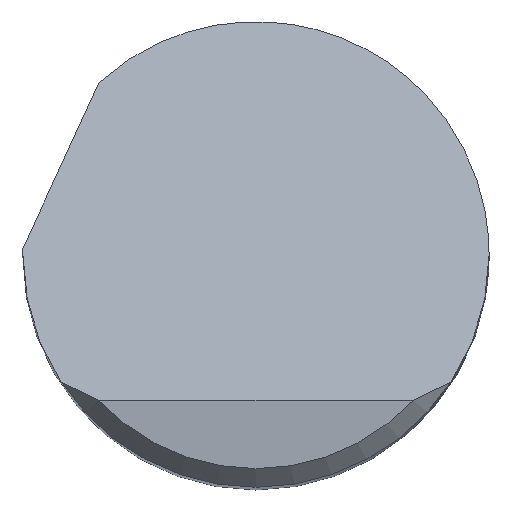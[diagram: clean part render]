
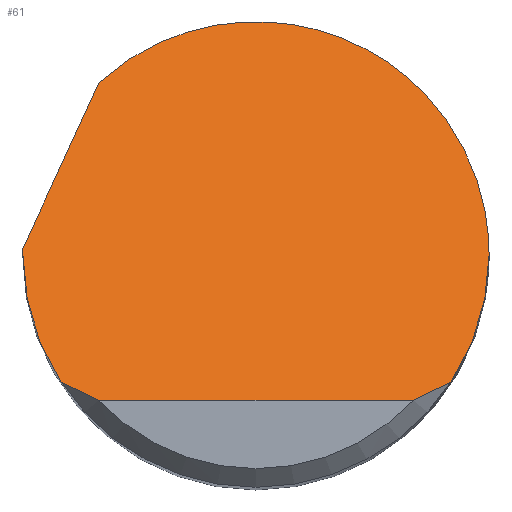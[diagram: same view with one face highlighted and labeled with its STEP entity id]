
A CAD part, top view. The second image highlights one B-rep face of the part: STEP entity #61.
In plain terms, the highlighted planar face has unit normal (0, 0.707, 0.707).
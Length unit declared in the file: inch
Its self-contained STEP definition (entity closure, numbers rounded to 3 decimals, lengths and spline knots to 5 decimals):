
#16 = CARTESIAN_POINT ( 'NONE',  ( 0.1875, 0., 1.8825 ) ) ;
#18 = EDGE_CURVE ( 'NONE', #719, #426, #84, .T. ) ;
#24 = EDGE_CURVE ( 'NONE', #464, #306, #550, .T. ) ;
#30 = CARTESIAN_POINT ( 'NONE',  ( -0.1875, -0.03666, 1.91916 ) ) ;
#45 = CARTESIAN_POINT ( 'NONE',  ( 0.1875, 0., 1.8825 ) ) ;
#46 = CARTESIAN_POINT ( 'NONE',  ( 0.1875, 0., 1.8825 ) ) ;
#61 = ADVANCED_FACE ( 'NONE', ( #228 ), #290, .F. ) ;
#65 = VERTEX_POINT ( 'NONE', #838 ) ;
#71 = CARTESIAN_POINT ( 'NONE',  ( -0.1875, 0., 1.8825 ) ) ;
#74 = CARTESIAN_POINT ( 'NONE',  ( 0.1875, 0.18969, 1.69281 ) ) ;
#75 = ORIENTED_EDGE ( 'NONE', *, *, #273, .F. ) ;
#78 = CARTESIAN_POINT ( 'NONE',  ( -0.12625, 0.13863, 1.74387 ) ) ;
#79 = VERTEX_POINT ( 'NONE', #46 ) ;
#84 = LINE ( 'NONE', #812, #207 ) ;
#95 = CARTESIAN_POINT ( 'NONE',  ( 0.17704, -0.0718, 1.9543 ) ) ;
#117 = EDGE_CURVE ( 'NONE', #764, #65, #451, .T. ) ;
#119 = CARTESIAN_POINT ( 'NONE',  ( -0.157, -0.1025, 1.985 ) ) ;
#173 = CARTESIAN_POINT ( 'NONE',  ( 0.157, -0.1025, 1.985 ) ) ;
#176 = CARTESIAN_POINT ( 'NONE',  ( -0.18748, 0.00333, 1.87917 ) ) ;
#190 = CARTESIAN_POINT ( 'NONE',  ( -0.18743, 0.005, 1.8775 ) ) ;
#196 =( BOUNDED_CURVE ( )  B_SPLINE_CURVE ( 3, ( #505, #775, #176, #437 ),
 .UNSPECIFIED., .F., .F. ) 
 B_SPLINE_CURVE_WITH_KNOTS ( ( 4, 4 ),
 ( 4.71239, 4.73906 ),
 .UNSPECIFIED. ) 
 CURVE ( )  GEOMETRIC_REPRESENTATION_ITEM ( )  RATIONAL_B_SPLINE_CURVE ( ( 1., 1., 1., 1. ) ) 
 REPRESENTATION_ITEM ( '' )  );
#207 = VECTOR ( 'NONE', #799, 39.37008 ) ;
#218 = CARTESIAN_POINT ( 'NONE',  ( -0.1875, -0.1175, 2. ) ) ;
#228 = FACE_OUTER_BOUND ( 'NONE', #271, .T. ) ;
#231 = EDGE_CURVE ( 'NONE', #464, #349, #289, .T. ) ;
#271 = EDGE_LOOP ( 'NONE', ( #814, #642, #316, #475, #564, #75, #539, #820 ) ) ;
#273 = EDGE_CURVE ( 'NONE', #306, #719, #196, .T. ) ;
#282 = CARTESIAN_POINT ( 'NONE',  ( -0.1875, 0., 1.8825 ) ) ;
#289 = B_SPLINE_CURVE_WITH_KNOTS ( 'NONE', 3,
 ( #119, #657, #386, #380 ),
 .UNSPECIFIED., .F., .F.,
 ( 4, 4 ),
 ( 0., 0.00095 ),
 .UNSPECIFIED. ) ;
#290 = PLANE ( 'NONE',  #842 ) ;
#295 = CARTESIAN_POINT ( 'NONE',  ( 0.1875, -0.03666, 1.91916 ) ) ;
#305 = CARTESIAN_POINT ( 'NONE',  ( 0.1369, -0.11288, 1.99538 ) ) ;
#306 = VERTEX_POINT ( 'NONE', #71 ) ;
#316 = ORIENTED_EDGE ( 'NONE', *, *, #447, .F. ) ;
#326 = CARTESIAN_POINT ( 'NONE',  ( 0.014, 0.26635, 1.61615 ) ) ;
#340 = CARTESIAN_POINT ( 'NONE',  ( -0.157, -0.1025, 1.985 ) ) ;
#344 = EDGE_CURVE ( 'NONE', #426, #79, #736, .T. ) ;
#349 = VERTEX_POINT ( 'NONE', #607 ) ;
#380 = CARTESIAN_POINT ( 'NONE',  ( -0.12629, -0.1175, 2. ) ) ;
#386 = CARTESIAN_POINT ( 'NONE',  ( -0.1369, -0.11288, 1.99538 ) ) ;
#407 = CARTESIAN_POINT ( 'NONE',  ( -0.12625, 0.13863, 1.74387 ) ) ;
#414 = CARTESIAN_POINT ( 'NONE',  ( 0.12629, -0.1175, 2. ) ) ;
#426 = VERTEX_POINT ( 'NONE', #407 ) ;
#437 = CARTESIAN_POINT ( 'NONE',  ( -0.18743, 0.005, 1.8775 ) ) ;
#447 = EDGE_CURVE ( 'NONE', #79, #65, #491, .T. ) ;
#451 = B_SPLINE_CURVE_WITH_KNOTS ( 'NONE', 3,
 ( #551, #305, #627, #173 ),
 .UNSPECIFIED., .F., .F.,
 ( 4, 4 ),
 ( 0., 0.00095 ),
 .UNSPECIFIED. ) ;
#464 = VERTEX_POINT ( 'NONE', #625 ) ;
#475 = ORIENTED_EDGE ( 'NONE', *, *, #344, .F. ) ;
#491 =( BOUNDED_CURVE ( )  B_SPLINE_CURVE ( 3, ( #45, #295, #95, #544 ),
 .UNSPECIFIED., .F., .F. ) 
 B_SPLINE_CURVE_WITH_KNOTS ( ( 4, 4 ),
 ( 1.5708, 2.14917 ),
 .UNSPECIFIED. ) 
 CURVE ( )  GEOMETRIC_REPRESENTATION_ITEM ( )  RATIONAL_B_SPLINE_CURVE ( ( 1., 0.972, 0.972, 1. ) ) 
 REPRESENTATION_ITEM ( '' )  );
#505 = CARTESIAN_POINT ( 'NONE',  ( -0.1875, 0., 1.8825 ) ) ;
#511 = VECTOR ( 'NONE', #688, 39.37008 ) ;
#539 = ORIENTED_EDGE ( 'NONE', *, *, #24, .F. ) ;
#544 = CARTESIAN_POINT ( 'NONE',  ( 0.157, -0.1025, 1.985 ) ) ;
#550 =( BOUNDED_CURVE ( )  B_SPLINE_CURVE ( 3, ( #340, #614, #30, #282 ),
 .UNSPECIFIED., .F., .F. ) 
 B_SPLINE_CURVE_WITH_KNOTS ( ( 4, 4 ),
 ( 4.13401, 4.71239 ),
 .UNSPECIFIED. ) 
 CURVE ( )  GEOMETRIC_REPRESENTATION_ITEM ( )  RATIONAL_B_SPLINE_CURVE ( ( 1., 0.972, 0.972, 1. ) ) 
 REPRESENTATION_ITEM ( '' )  );
#551 = CARTESIAN_POINT ( 'NONE',  ( 0.12629, -0.1175, 2. ) ) ;
#564 = ORIENTED_EDGE ( 'NONE', *, *, #18, .F. ) ;
#607 = CARTESIAN_POINT ( 'NONE',  ( -0.12629, -0.1175, 2. ) ) ;
#614 = CARTESIAN_POINT ( 'NONE',  ( -0.17704, -0.0718, 1.9543 ) ) ;
#625 = CARTESIAN_POINT ( 'NONE',  ( -0.157, -0.1025, 1.985 ) ) ;
#627 = CARTESIAN_POINT ( 'NONE',  ( 0.14711, -0.10785, 1.99035 ) ) ;
#642 = ORIENTED_EDGE ( 'NONE', *, *, #117, .T. ) ;
#657 = CARTESIAN_POINT ( 'NONE',  ( -0.14711, -0.10785, 1.99035 ) ) ;
#688 = DIRECTION ( 'NONE',  ( 1., 0., 0. ) ) ;
#695 = CARTESIAN_POINT ( 'NONE',  ( 0., -0.1175, 2. ) ) ;
#703 = DIRECTION ( 'NONE',  ( 0., 0.707, -0.707 ) ) ;
#719 = VERTEX_POINT ( 'NONE', #190 ) ;
#736 =( BOUNDED_CURVE ( )  B_SPLINE_CURVE ( 3, ( #78, #326, #74, #16 ),
 .UNSPECIFIED., .F., .F. ) 
 B_SPLINE_CURVE_WITH_KNOTS ( ( 4, 4 ),
 ( 5.54449, 7.85398 ),
 .UNSPECIFIED. ) 
 CURVE ( )  GEOMETRIC_REPRESENTATION_ITEM ( )  RATIONAL_B_SPLINE_CURVE ( ( 1., 0.603, 0.603, 1. ) ) 
 REPRESENTATION_ITEM ( '' )  );
#762 = DIRECTION ( 'NONE',  ( 0., -0.707, -0.707 ) ) ;
#764 = VERTEX_POINT ( 'NONE', #414 ) ;
#775 = CARTESIAN_POINT ( 'NONE',  ( -0.1875, 0.00167, 1.88083 ) ) ;
#799 = DIRECTION ( 'NONE',  ( 0.308, 0.673, -0.673 ) ) ;
#812 = CARTESIAN_POINT ( 'NONE',  ( -0.23821, -0.10589, 1.98839 ) ) ;
#814 = ORIENTED_EDGE ( 'NONE', *, *, #830, .T. ) ;
#820 = ORIENTED_EDGE ( 'NONE', *, *, #231, .T. ) ;
#829 = LINE ( 'NONE', #695, #511 ) ;
#830 = EDGE_CURVE ( 'NONE', #349, #764, #829, .T. ) ;
#838 = CARTESIAN_POINT ( 'NONE',  ( 0.157, -0.1025, 1.985 ) ) ;
#842 = AXIS2_PLACEMENT_3D ( 'NONE', #218, #762, #703 ) ;
